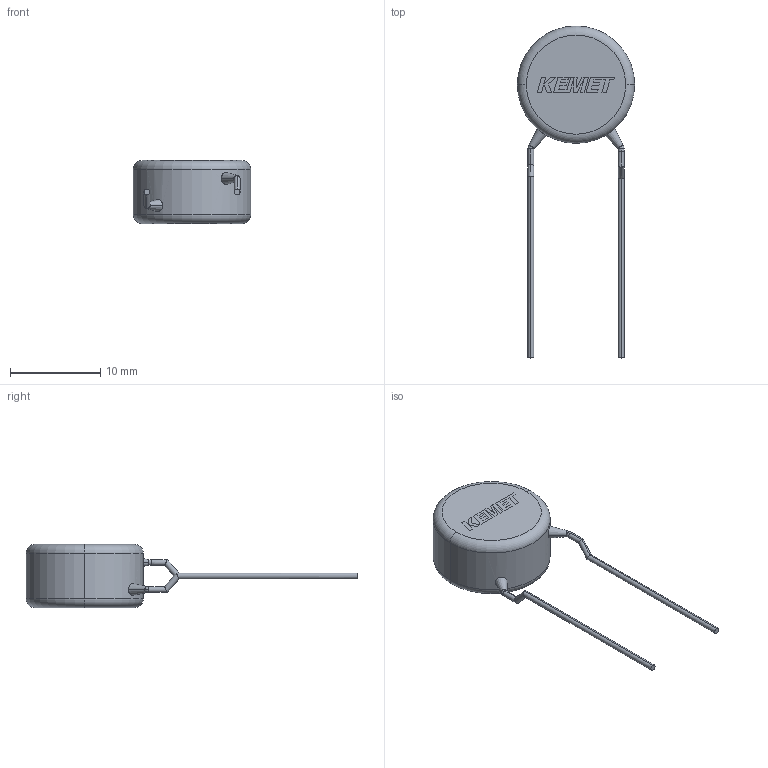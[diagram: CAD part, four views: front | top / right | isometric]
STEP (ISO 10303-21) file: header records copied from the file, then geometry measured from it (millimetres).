
FILE_DESCRIPTION (( 'STEP AP214' ), '1' );
FILE_NAME ('CCD_VCC900_D13T7S10LL20F0.65.STEP', '2017-10-30T21:43:49', ( '' ), ( '' ), 'SwSTEP 2.0', 'SolidWorks 2014', '' );
FILE_SCHEMA (( 'AUTOMOTIVE_DESIGN' ));
Length unit declared in the file: millimetre
Products named in the file (1): CCD_VCC900_D13T7S10LL20F0.65
Bounding box: 13 x 36.8 x 7 mm (x, y, z)
Volume: 931.5 mm3; surface area: 642.7 mm2
Topology: 5 solids, 6 shells, 95 faces, 227 edges, 148 vertices
Faces by surface type: plane 66, cylinder 17, torus 8, cone 4
Entity records: 3879 total; most frequent: CARTESIAN_POINT 550, ORIENTED_EDGE 454, DIRECTION 446, EDGE_CURVE 227, VECTOR 174, LINE 174, VERTEX_POINT 148, AXIS2_PLACEMENT_3D 136
